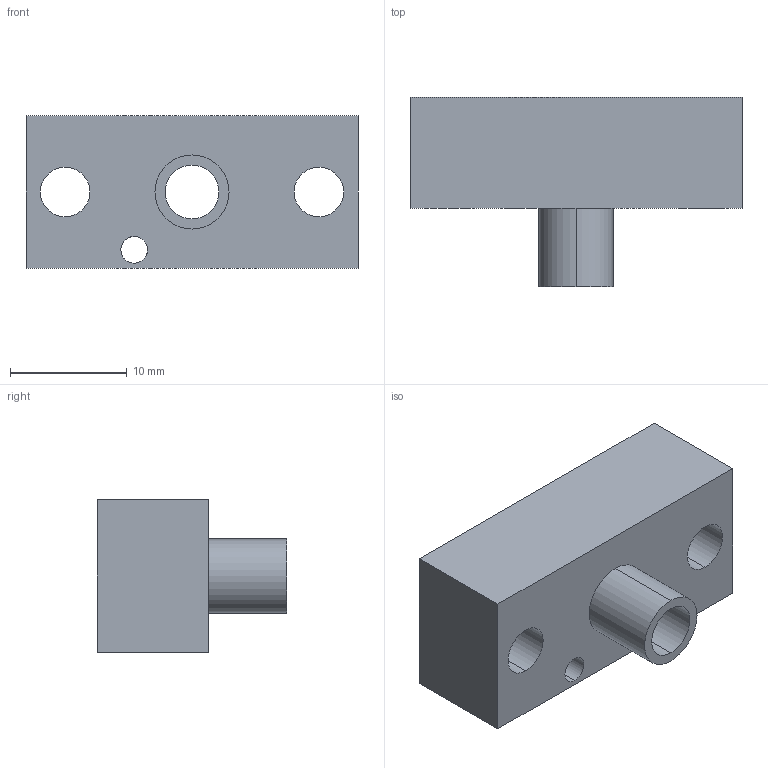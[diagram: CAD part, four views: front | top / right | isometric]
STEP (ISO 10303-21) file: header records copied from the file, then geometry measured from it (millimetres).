
FILE_DESCRIPTION (( 'STEP AP214' ), '1' );
FILE_NAME ('101000092565.STEP', '2025-11-04T07:16:14', ( 'Microsoft' ), ( 'Microsoft' ), 'SwSTEP 2.0', 'SolidWorks 2025', '' );
FILE_SCHEMA (( 'AUTOMOTIVE_DESIGN' ));
Length unit declared in the file: millimetre
Products named in the file (1): 101000092565
Bounding box: 28.45 x 16.26 x 13.08 mm (x, y, z)
Volume: 3159 mm3; surface area: 2130.3 mm2
Topology: 1 solids, 1 shells, 26 faces, 65 edges, 42 vertices
Faces by surface type: cylinder 14, plane 8, cone 2, torus 2
Entity records: 873 total; most frequent: CARTESIAN_POINT 189, DIRECTION 146, ORIENTED_EDGE 130, EDGE_CURVE 65, AXIS2_PLACEMENT_3D 59, VERTEX_POINT 42, EDGE_LOOP 35, CIRCLE 32
